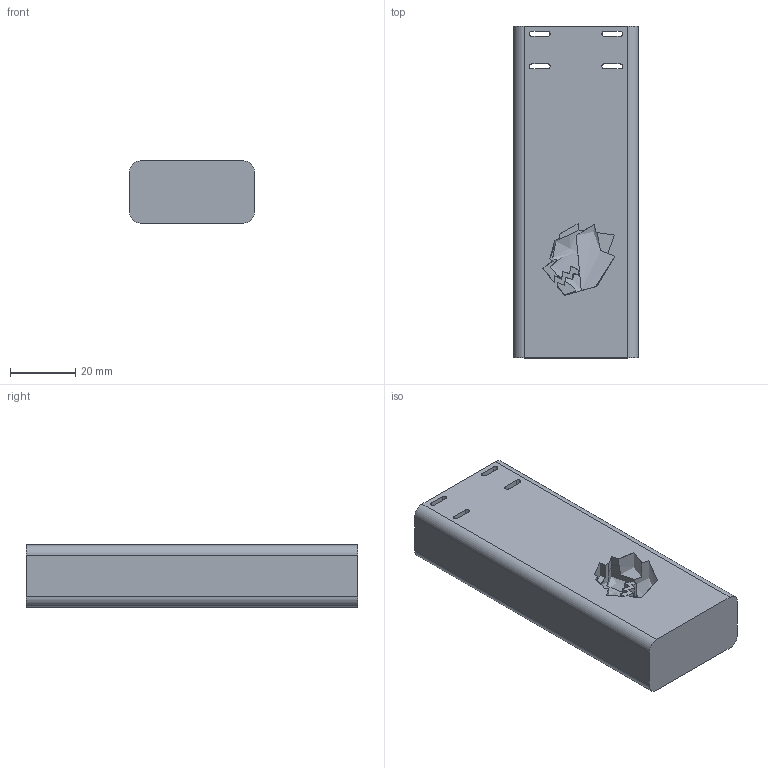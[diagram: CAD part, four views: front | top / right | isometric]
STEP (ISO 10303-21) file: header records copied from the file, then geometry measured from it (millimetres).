
FILE_DESCRIPTION(/* description */ ('STEP AP242','CAx-IF Rec.Pracs.---Representation and Presentation of Product Manufacturing Information (PMI)---4.0---2014-10-13','CAx-IF Rec.Pracs.---3D Tessellated Geometry---0.4---2014-09-14','2;1'),/* implementation_level */ '2;1');
FILE_NAME(/* name */ 'Part Studio 1 - Hammer Handle',/* time_stamp */ '2024-07-01T22:50:19Z',/* author */ (''),/* organization */ (''),/* preprocessor_version */ 'ST-DEVELOPER v20',/* originating_system */ ' ',/* authorisation */ ' ');
FILE_SCHEMA (('AP242_MANAGED_MODEL_BASED_3D_ENGINEERING_MIM_LF { 1 0 10303 442 1 1 4 }'));
Length unit declared in the file: metre
Products named in the file (1): Hammer Handle
Bounding box: 38.1 x 101.6 x 19.05 mm (x, y, z)
Volume: 1640.2 mm3; surface area: 14118.8 mm2
Topology: 1 solids, 2 shells, 57 faces, 200 edges, 148 vertices
Faces by surface type: plane 42, cylinder 12, other 3
Entity records: 2389 total; most frequent: CARTESIAN_POINT 683, ORIENTED_EDGE 329, DIRECTION 263, EDGE_CURVE 200, VERTEX_POINT 148, LINE 105, VECTOR 105, AXIS2_PLACEMENT_3D 79
